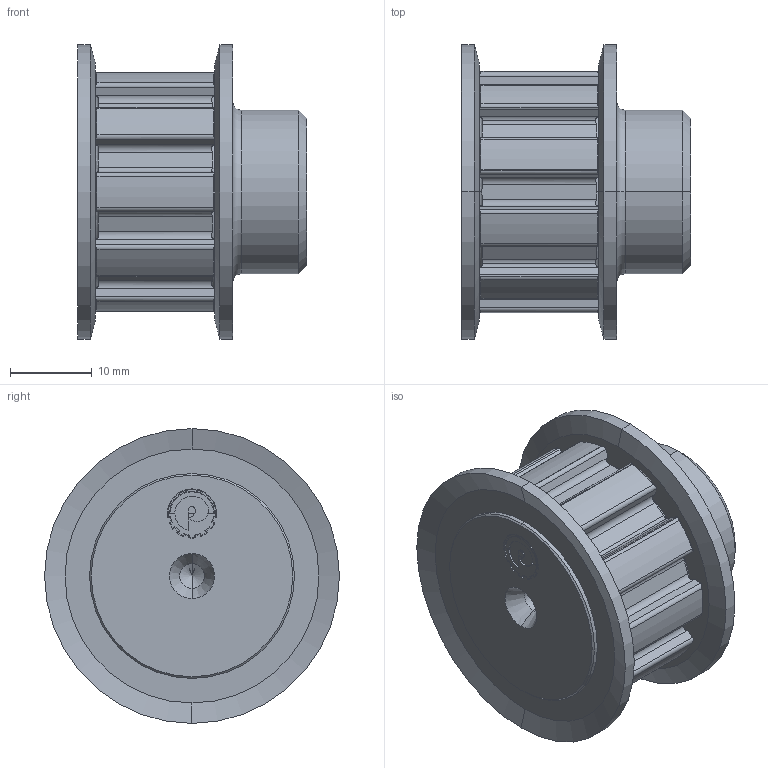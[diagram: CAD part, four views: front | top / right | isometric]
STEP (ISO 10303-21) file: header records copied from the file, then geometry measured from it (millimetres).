
FILE_DESCRIPTION(('STEP AP203'),'1');
FILE_NAME('01b01005.stp','2016-03-22T00:34:22',('TraceParts'),('TraceParts S.A.'),'Spatial InterOp 3D',' ',' ');
FILE_SCHEMA(('CONFIG_CONTROL_DESIGN'));
Length unit declared in the file: millimetre
Products named in the file (1): 1
Bounding box: 28 x 36 x 36 mm (x, y, z)
Volume: 15303.9 mm3; surface area: 5839.7 mm2
Topology: 1 solids, 1 shells, 269 faces, 807 edges, 528 vertices
Faces by surface type: cylinder 91, plane 81, extrusion 49, cone 42, torus 6
Entity records: 11032 total; most frequent: CARTESIAN_POINT 3968, ORIENTED_EDGE 1606, DIRECTION 1268, EDGE_CURVE 803, VERTEX_POINT 528, AXIS2_PLACEMENT_3D 449, VECTOR 370, LINE 321
